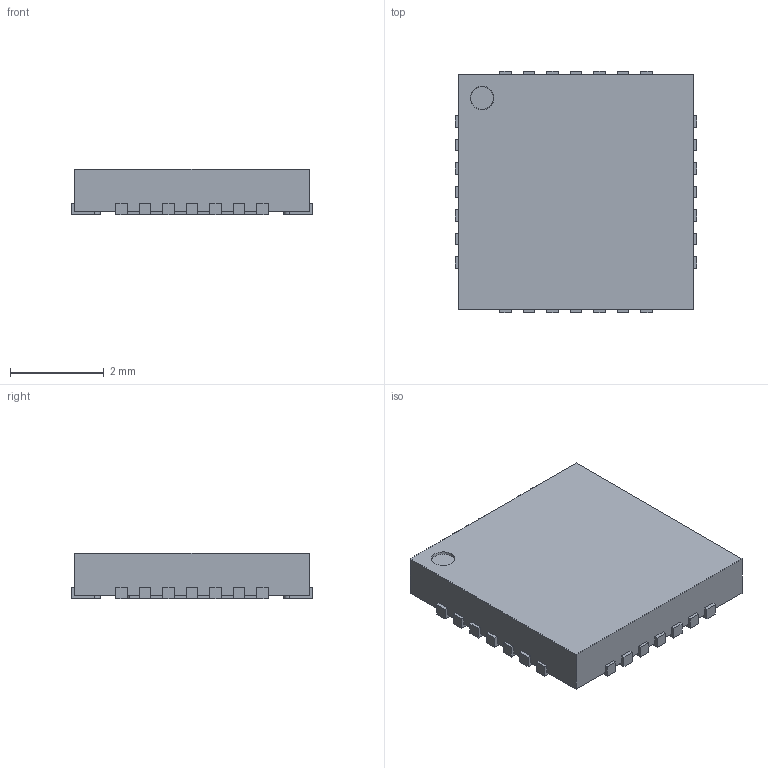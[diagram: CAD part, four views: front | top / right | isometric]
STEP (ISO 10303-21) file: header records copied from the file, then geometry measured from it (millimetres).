
FILE_DESCRIPTION (( 'STEP AP214' ), '1' );
FILE_NAME ('25F31A03-D6CA-4527-8AF1-EC46E4D6337A.STEP', '2025-02-25T22:29:18', ( '' ), ( '' ), 'SwSTEP 2.0', 'SolidWorks 2022', '' );
FILE_SCHEMA (( 'AUTOMOTIVE_DESIGN' ));
Length unit declared in the file: millimetre
Products named in the file (1): 25F31A03-D6CA-4527-8AF1-EC46E4D6337A
Bounding box: 5.14 x 5.14 x 0.97 mm (x, y, z)
Volume: 23.6 mm3; surface area: 73.8 mm2
Topology: 1 solids, 1 shells, 242 faces, 714 edges, 476 vertices
Faces by surface type: plane 181, cylinder 59, cone 2
Entity records: 10617 total; most frequent: CARTESIAN_POINT 1433, ORIENTED_EDGE 1428, DIRECTION 1322, EDGE_CURVE 714, VECTOR 592, LINE 592, VERTEX_POINT 476, AXIS2_PLACEMENT_3D 365
